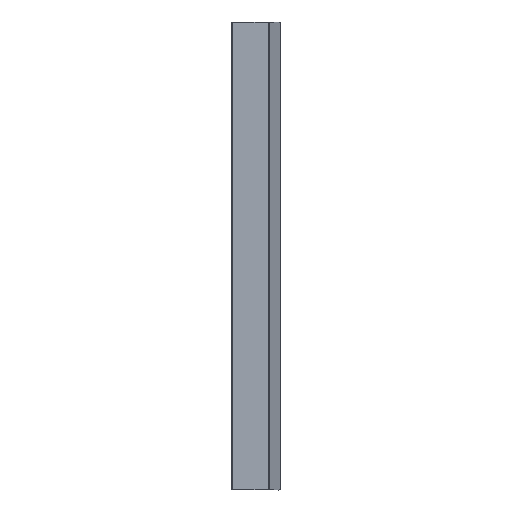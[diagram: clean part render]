
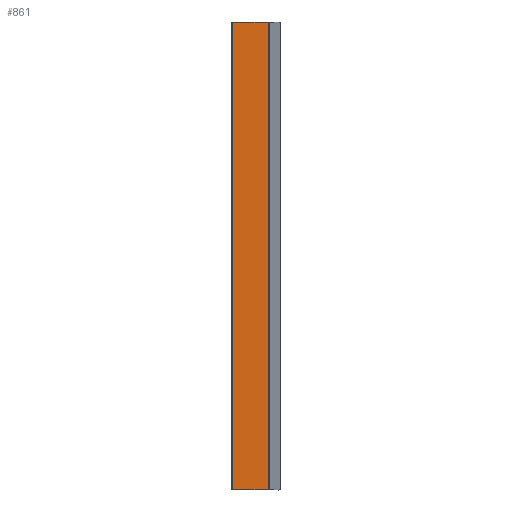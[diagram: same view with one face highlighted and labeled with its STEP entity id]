
A CAD part, front view. The second image highlights one B-rep face of the part: STEP entity #861.
In plain terms, the highlighted planar face has unit normal (0, -1, 0).
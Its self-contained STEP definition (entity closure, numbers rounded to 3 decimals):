
#10 = EDGE_CURVE ( 'NONE', #1008, #468, #358, .T. ) ;
#20 = EDGE_LOOP ( 'NONE', ( #838, #237, #800, #587 ) ) ;
#138 = EDGE_CURVE ( 'NONE', #326, #1008, #545, .T. ) ;
#177 = DIRECTION ( 'NONE',  ( 0., 0., -1. ) ) ;
#195 = PLANE ( 'NONE',  #220 ) ;
#217 = CARTESIAN_POINT ( 'NONE',  ( -19., -2.2, 0. ) ) ;
#220 = AXIS2_PLACEMENT_3D ( 'NONE', #886, #493, #805 ) ;
#237 = ORIENTED_EDGE ( 'NONE', *, *, #138, .F. ) ;
#255 = CARTESIAN_POINT ( 'NONE',  ( -19., -2.2, 500. ) ) ;
#295 = FACE_OUTER_BOUND ( 'NONE', #20, .T. ) ;
#326 = VERTEX_POINT ( 'NONE', #353 ) ;
#333 = CARTESIAN_POINT ( 'NONE',  ( 19.315, -2.2, 500. ) ) ;
#353 = CARTESIAN_POINT ( 'NONE',  ( -19., -2.2, 500. ) ) ;
#358 = LINE ( 'NONE', #333, #406 ) ;
#406 = VECTOR ( 'NONE', #177, 1000. ) ;
#414 = DIRECTION ( 'NONE',  ( 1., 0., 0. ) ) ;
#417 = LINE ( 'NONE', #612, #885 ) ;
#449 = VECTOR ( 'NONE', #755, 1000. ) ;
#458 = EDGE_CURVE ( 'NONE', #468, #625, #644, .T. ) ;
#468 = VERTEX_POINT ( 'NONE', #991 ) ;
#493 = DIRECTION ( 'NONE',  ( 0., 1., 0. ) ) ;
#535 = CARTESIAN_POINT ( 'NONE',  ( -19., -2.2, 0. ) ) ;
#545 = LINE ( 'NONE', #255, #873 ) ;
#587 = ORIENTED_EDGE ( 'NONE', *, *, #458, .F. ) ;
#612 = CARTESIAN_POINT ( 'NONE',  ( -19., -2.2, 500. ) ) ;
#613 = EDGE_CURVE ( 'NONE', #625, #326, #417, .T. ) ;
#625 = VERTEX_POINT ( 'NONE', #535 ) ;
#644 = LINE ( 'NONE', #217, #449 ) ;
#755 = DIRECTION ( 'NONE',  ( -1., 0., 0. ) ) ;
#800 = ORIENTED_EDGE ( 'NONE', *, *, #613, .F. ) ;
#805 = DIRECTION ( 'NONE',  ( -1., 0., 0. ) ) ;
#838 = ORIENTED_EDGE ( 'NONE', *, *, #10, .F. ) ;
#853 = DIRECTION ( 'NONE',  ( 0., 0., 1. ) ) ;
#861 = ADVANCED_FACE ( 'NONE', ( #295 ), #195, .F. ) ;
#873 = VECTOR ( 'NONE', #414, 1000. ) ;
#885 = VECTOR ( 'NONE', #853, 1000. ) ;
#886 = CARTESIAN_POINT ( 'NONE',  ( -19., -2.2, 500. ) ) ;
#965 = CARTESIAN_POINT ( 'NONE',  ( 19.315, -2.2, 500. ) ) ;
#991 = CARTESIAN_POINT ( 'NONE',  ( 19.315, -2.2, 0. ) ) ;
#1008 = VERTEX_POINT ( 'NONE', #965 ) ;
